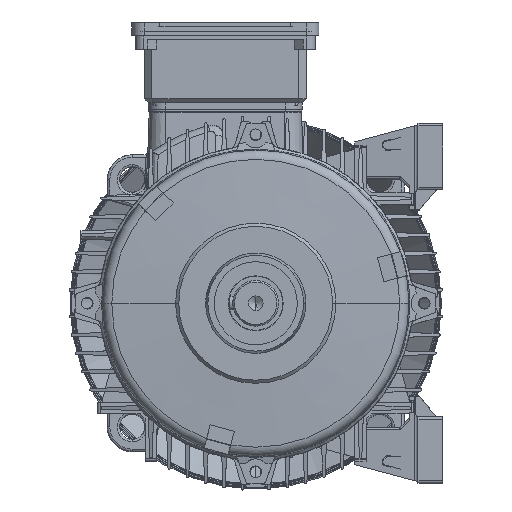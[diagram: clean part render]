
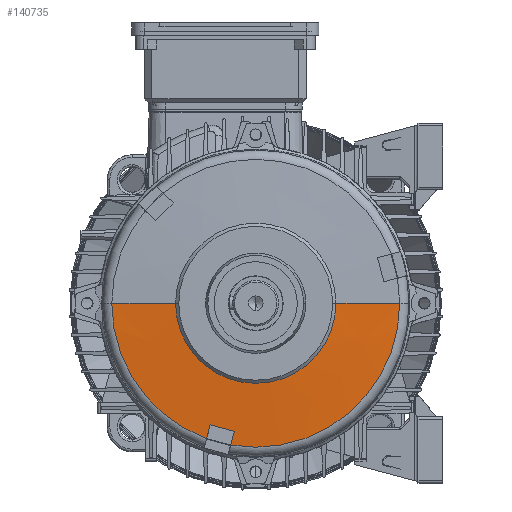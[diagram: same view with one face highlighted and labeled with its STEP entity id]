
A CAD part, left-side view. The second image highlights one B-rep face of the part: STEP entity #140735.
In plain terms, the highlighted conical face has half-angle 86.534 degrees and reference radius 96.287 mm.
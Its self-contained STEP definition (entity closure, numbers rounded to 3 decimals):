
#4202 = VERTEX_POINT ( 'NONE', #133319 ) ;
#5828 = CIRCLE ( 'NONE', #149313, 96.286 ) ;
#5931 = DIRECTION ( 'NONE',  ( -1., 0., 0. ) ) ;
#7625 = DIRECTION ( 'NONE',  ( -0.06, 0., 0.998 ) ) ;
#20439 = AXIS2_PLACEMENT_3D ( 'NONE', #140570, #73777, #75905 ) ;
#21888 = DIRECTION ( 'NONE',  ( -1., 0., 0. ) ) ;
#22301 = AXIS2_PLACEMENT_3D ( 'NONE', #173463, #5931, #22360 ) ;
#22360 = DIRECTION ( 'NONE',  ( 0., 0., 1. ) ) ;
#48418 = CIRCLE ( 'NONE', #20439, 173.017 ) ;
#50803 = CARTESIAN_POINT ( 'NONE',  ( 47.911, 0., -96.286 ) ) ;
#57986 = CARTESIAN_POINT ( 'NONE',  ( 47.911, 0., 96.286 ) ) ;
#72318 = VERTEX_POINT ( 'NONE', #116167 ) ;
#72489 = VERTEX_POINT ( 'NONE', #160870 ) ;
#73159 = ORIENTED_EDGE ( 'NONE', *, *, #186731, .F. ) ;
#73777 = DIRECTION ( 'NONE',  ( -1., 0., 0. ) ) ;
#73832 = ORIENTED_EDGE ( 'NONE', *, *, #83206, .F. ) ;
#75905 = DIRECTION ( 'NONE',  ( 0., 0., 1. ) ) ;
#83206 = EDGE_CURVE ( 'NONE', #72318, #72489, #48418, .T. ) ;
#88712 = DIRECTION ( 'NONE',  ( 0., 0., 1. ) ) ;
#97093 = EDGE_CURVE ( 'NONE', #4202, #72489, #200807, .T. ) ;
#104565 = FACE_OUTER_BOUND ( 'NONE', #197565, .T. ) ;
#109266 = ORIENTED_EDGE ( 'NONE', *, *, #97093, .T. ) ;
#116167 = CARTESIAN_POINT ( 'NONE',  ( 43.264, 0., 173.017 ) ) ;
#117604 = DIRECTION ( 'NONE',  ( -0.06, 0., -0.998 ) ) ;
#133319 = CARTESIAN_POINT ( 'NONE',  ( 47.911, 0., -96.286 ) ) ;
#133992 = VERTEX_POINT ( 'NONE', #168833 ) ;
#140570 = CARTESIAN_POINT ( 'NONE',  ( 43.264, 0., 0. ) ) ;
#140735 = ADVANCED_FACE ( 'NONE', ( #104565 ), #186634, .T. ) ;
#142325 = VECTOR ( 'NONE', #7625, 1000. ) ;
#149313 = AXIS2_PLACEMENT_3D ( 'NONE', #175147, #21888, #88712 ) ;
#159772 = ORIENTED_EDGE ( 'NONE', *, *, #186673, .T. ) ;
#160870 = CARTESIAN_POINT ( 'NONE',  ( 43.264, 0., -173.017 ) ) ;
#168833 = CARTESIAN_POINT ( 'NONE',  ( 47.911, 0., 96.286 ) ) ;
#173463 = CARTESIAN_POINT ( 'NONE',  ( 47.911, 0., 0. ) ) ;
#174033 = LINE ( 'NONE', #57986, #142325 ) ;
#175147 = CARTESIAN_POINT ( 'NONE',  ( 47.911, 0., 0. ) ) ;
#176013 = VECTOR ( 'NONE', #117604, 1000. ) ;
#186634 = CONICAL_SURFACE ( 'NONE', #22301, 96.286, 1.51 ) ;
#186673 = EDGE_CURVE ( 'NONE', #133992, #4202, #5828, .T. ) ;
#186731 = EDGE_CURVE ( 'NONE', #133992, #72318, #174033, .T. ) ;
#197565 = EDGE_LOOP ( 'NONE', ( #159772, #109266, #73832, #73159 ) ) ;
#200807 = LINE ( 'NONE', #50803, #176013 ) ;
